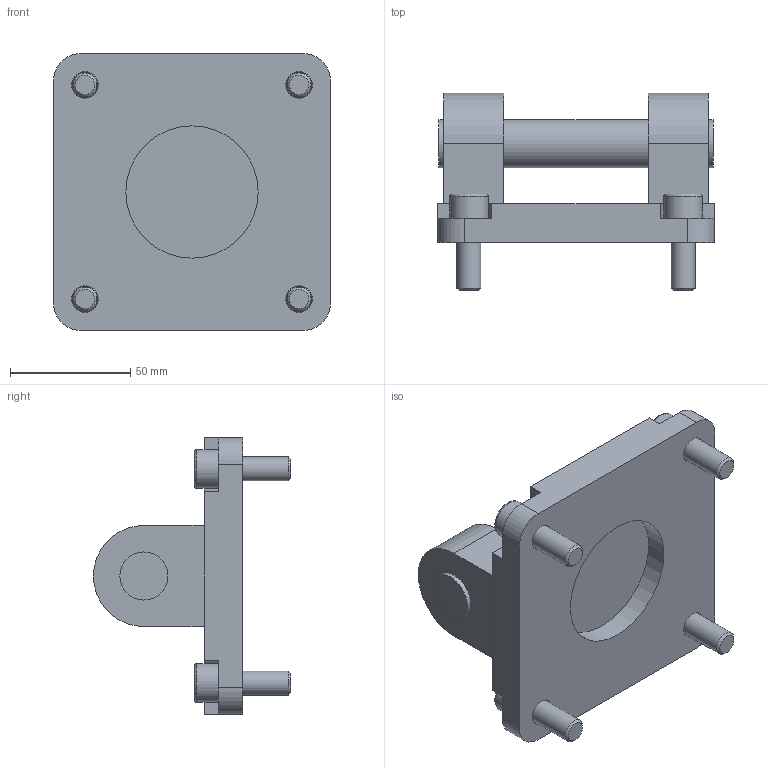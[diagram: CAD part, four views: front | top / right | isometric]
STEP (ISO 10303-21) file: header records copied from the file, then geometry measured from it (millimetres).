
FILE_DESCRIPTION(/* description */ ('Alibre Inc.'),/* implementation_level */ '2;1');
FILE_NAME(/* name */ 'export-B207B485-55E5-4498-8EA2-3CFA4312F885',/* time_stamp */ '2021-10-01T11:47:42+02:00',/* author */ (''),/* organization */ (''),/* preprocessor_version */ 'ST-DEVELOPER v17',/* originating_system */ 'Alibre',/* authorisation */ '');
FILE_SCHEMA (('AUTOMOTIVE_DESIGN'));
Length unit declared in the file: millimetre
Products named in the file (3): _W0951002003-100-FH; HI_Cylinder head screw DIN 912 M10x30; W0951002003-100
Bounding box: 115 x 82 x 115 mm (x, y, z)
Volume: 297218.3 mm3; surface area: 57292.4 mm2
Topology: 5 solids, 5 shells, 143 faces, 360 edges, 236 vertices
Faces by surface type: plane 89, cylinder 26, cone 16, torus 12
Full cylindrical faces by diameter (mm): 10 x4, 11 x4, 16 x4, 20 x3, 55 x1
Entity records: 2355 total; most frequent: CARTESIAN_POINT 403, ORIENTED_EDGE 382, DIRECTION 347, EDGE_CURVE 191, AXIS2_PLACEMENT_3D 143, VERTEX_POINT 131, VECTOR 108, LINE 108
